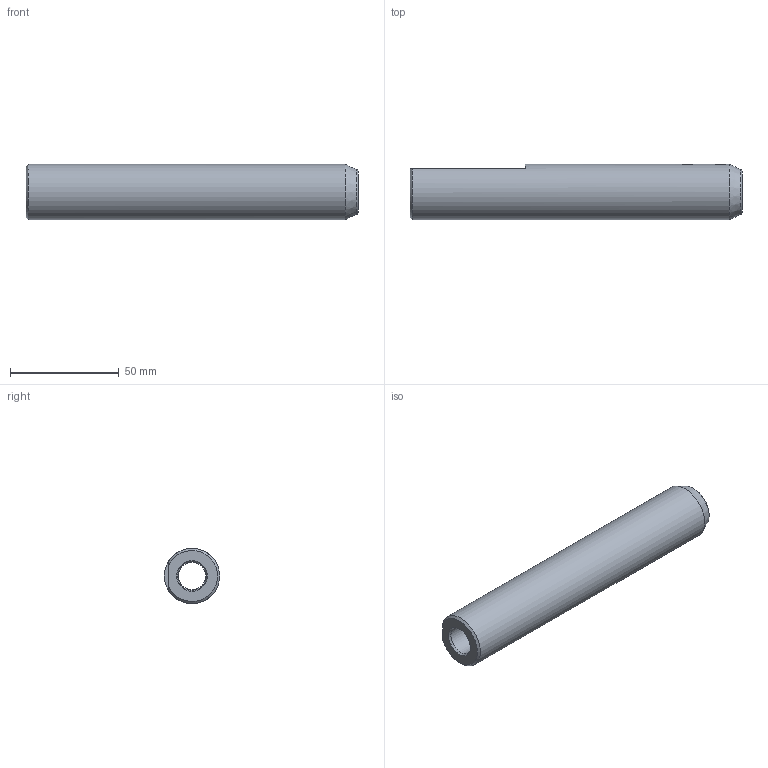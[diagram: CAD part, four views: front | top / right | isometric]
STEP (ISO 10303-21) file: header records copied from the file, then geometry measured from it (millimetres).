
FILE_DESCRIPTION(/* description */ (''),/* implementation_level */ '2;1');
FILE_NAME(/* name */ 'S100-EM050-0600.stp',/* time_stamp */ '2019-07-22T16:33:49-05:00',/* author */ ('ldfli'),/* organization */ (''),/* preprocessor_version */ 'ST-DEVELOPER v18',/* originating_system */ 'Autodesk Inventor LT',/* authorisation */ '');
FILE_SCHEMA (('AUTOMOTIVE_DESIGN { 1 0 10303 214 3 1 1 }'));
Length unit declared in the file: millimetre
Products named in the file (1): S100-EM050-0600
Bounding box: 152.4 x 25.4 x 25.4 mm (x, y, z)
Volume: 55319.5 mm3; surface area: 18927.6 mm2
Topology: 1 solids, 1 shells, 15 faces, 47 edges, 34 vertices
Faces by surface type: cylinder 5, cone 5, plane 4, torus 1
Full cylindrical faces by diameter (mm): 5.359 x2, 12.7 x1, 13 x1, 25.4 x1
Entity records: 722 total; most frequent: CARTESIAN_POINT 239, ORIENTED_EDGE 94, DIRECTION 93, EDGE_CURVE 47, AXIS2_PLACEMENT_3D 40, VERTEX_POINT 34, CIRCLE 24, EDGE_LOOP 21
